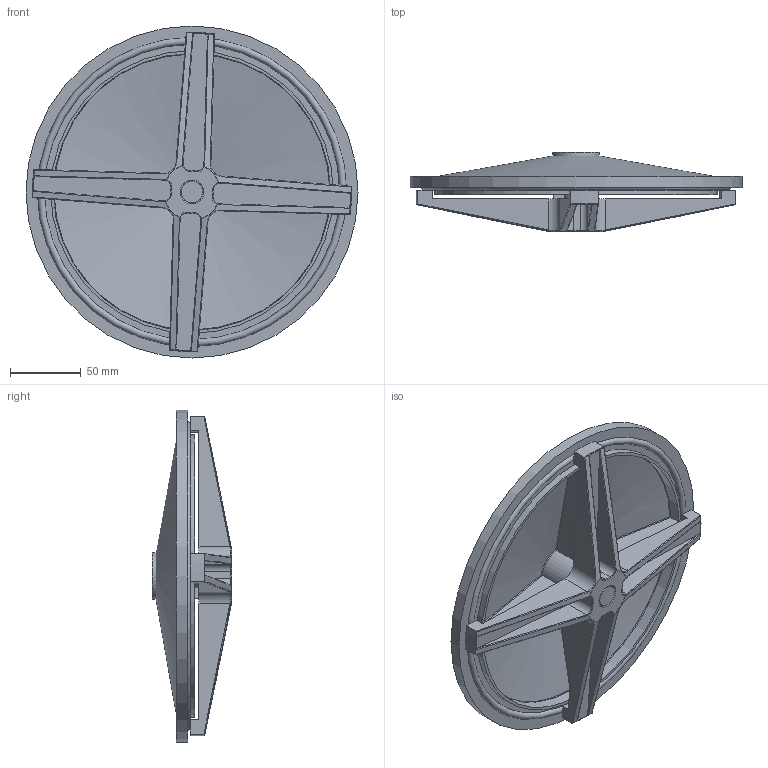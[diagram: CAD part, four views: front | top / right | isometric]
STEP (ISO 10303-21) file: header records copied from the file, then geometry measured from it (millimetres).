
FILE_DESCRIPTION (( 'STEP AP203' ), '1' );
FILE_NAME ('R8-013.STEP', '2017-08-03T06:45:52', ( 'rodrigue' ), ( 'Hewlett-Packard Company' ), 'SwSTEP 2.0', 'SolidWorks 2017', '' );
FILE_SCHEMA (( 'CONFIG_CONTROL_DESIGN' ));
Length unit declared in the file: millimetre
Products named in the file (5): R8-013; Croisillon_R8-013; Rondelle d''étanchéïté; Porte_R8-013; Vis CHC M16x40
Assembly tree (4 placements, depth 2):
  R8-013
    Porte_R8-013
    Croisillon_R8-013
    Rondelle d''étanchéïté
    Vis CHC M16x40
Bounding box: 235 x 56.14 x 235 mm (x, y, z)
Volume: 377643.7 mm3; surface area: 176901.5 mm2
Topology: 5 solids, 5 shells, 183 faces, 447 edges, 275 vertices
Faces by surface type: plane 57, cylinder 44, bspline 36, torus 31, sphere 8, cone 7
Full cylindrical faces by diameter (mm): 16 x1, 17 x3, 23 x1, 24 x1, 27 x1, 33 x1, 200 x1, 209 x1, 219 x1, 235 x1
Entity records: 7277 total; most frequent: CARTESIAN_POINT 2864, ORIENTED_EDGE 836, DIRECTION 754, EDGE_CURVE 418, AXIS2_PLACEMENT_3D 318, VERTEX_POINT 272, EDGE_LOOP 216, FACE_OUTER_BOUND 196
